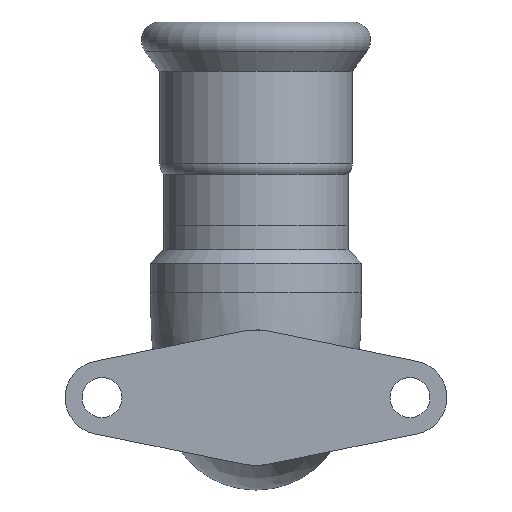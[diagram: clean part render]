
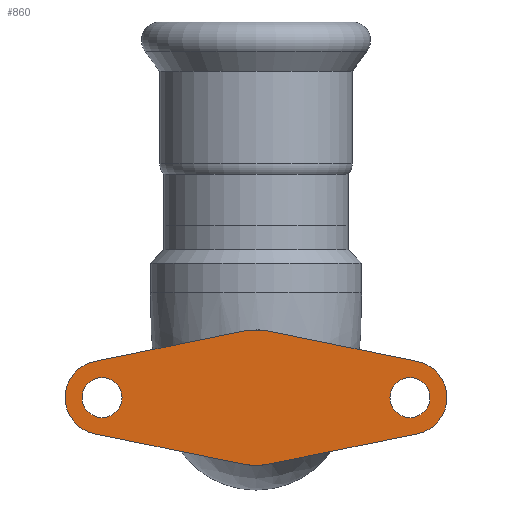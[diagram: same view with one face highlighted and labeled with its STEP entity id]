
A CAD part, left-side view. The second image highlights one B-rep face of the part: STEP entity #860.
In plain terms, the highlighted planar face has unit normal (-1, 0, 0).
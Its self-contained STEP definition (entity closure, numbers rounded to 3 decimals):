
#44=LINE($,#1941,#76);
#47=LINE($,#1947,#79);
#50=LINE($,#1956,#82);
#51=LINE($,#1958,#83);
#76=VECTOR($,#1142,24.495);
#79=VECTOR($,#1147,24.495);
#82=VECTOR($,#1158,24.495);
#83=VECTOR($,#1161,24.495);
#114=PLANE($,#955);
#161=FACE_BOUND($,#275,.T.);
#162=FACE_BOUND($,#276,.T.);
#163=FACE_BOUND($,#277,.T.);
#275=EDGE_LOOP($,(#694));
#276=EDGE_LOOP($,(#695));
#277=EDGE_LOOP($,(#696,#697,#698,#699,#700,#701,#702,#703));
#325=CIRCLE($,#900,11.);
#332=CIRCLE($,#912,11.);
#351=CIRCLE($,#942,3.25);
#353=CIRCLE($,#945,3.25);
#354=CIRCLE($,#947,6.);
#356=CIRCLE($,#952,6.);
#389=VERTEX_POINT($,#1316);
#390=VERTEX_POINT($,#1318);
#402=VERTEX_POINT($,#1395);
#403=VERTEX_POINT($,#1397);
#424=VERTEX_POINT($,#1927);
#426=VERTEX_POINT($,#1932);
#427=VERTEX_POINT($,#1935);
#428=VERTEX_POINT($,#1937);
#430=VERTEX_POINT($,#1945);
#432=VERTEX_POINT($,#1951);
#470=EDGE_CURVE($,#389,#390,#325,.T.);
#488=EDGE_CURVE($,#402,#403,#332,.T.);
#517=EDGE_CURVE($,#424,#424,#351,.T.);
#519=EDGE_CURVE($,#426,#426,#353,.T.);
#521=EDGE_CURVE($,#427,#428,#354,.T.);
#523=EDGE_CURVE($,#403,#427,#44,.T.);
#526=EDGE_CURVE($,#430,#402,#47,.T.);
#529=EDGE_CURVE($,#432,#430,#356,.T.);
#531=EDGE_CURVE($,#390,#432,#50,.T.);
#532=EDGE_CURVE($,#428,#389,#51,.T.);
#694=ORIENTED_EDGE($,*,*,#517,.T.);
#695=ORIENTED_EDGE($,*,*,#519,.T.);
#696=ORIENTED_EDGE($,*,*,#532,.F.);
#697=ORIENTED_EDGE($,*,*,#521,.F.);
#698=ORIENTED_EDGE($,*,*,#523,.F.);
#699=ORIENTED_EDGE($,*,*,#488,.F.);
#700=ORIENTED_EDGE($,*,*,#526,.F.);
#701=ORIENTED_EDGE($,*,*,#529,.F.);
#702=ORIENTED_EDGE($,*,*,#531,.F.);
#703=ORIENTED_EDGE($,*,*,#470,.F.);
#860=ADVANCED_FACE($,(#161,#162,#163),#114,.F.);
#900=AXIS2_PLACEMENT_3D($,#1319,#1032,#1033);
#912=AXIS2_PLACEMENT_3D($,#1398,#1062,#1063);
#942=AXIS2_PLACEMENT_3D($,#1928,#1126,#1127);
#945=AXIS2_PLACEMENT_3D($,#1933,#1132,#1133);
#947=AXIS2_PLACEMENT_3D($,#1938,#1137,#1138);
#952=AXIS2_PLACEMENT_3D($,#1953,#1153,#1154);
#955=AXIS2_PLACEMENT_3D($,#1959,#1162,#1163);
#1032=DIRECTION('center_axis',(1.,0.,0.));
#1033=DIRECTION('ref_axis',(0.,-0.2,-0.98));
#1062=DIRECTION('center_axis',(1.,0.,0.));
#1063=DIRECTION('ref_axis',(0.,0.2,0.98));
#1126=DIRECTION('center_axis',(1.,0.,0.));
#1127=DIRECTION('ref_axis',(0.,-1.,0.));
#1132=DIRECTION('center_axis',(1.,0.,0.));
#1133=DIRECTION('ref_axis',(0.,-1.,0.));
#1137=DIRECTION('center_axis',(1.,0.,0.));
#1138=DIRECTION('ref_axis',(0.,-0.2,0.98));
#1142=DIRECTION($,(0.,-0.98,-0.2));
#1147=DIRECTION($,(0.,-0.98,0.2));
#1153=DIRECTION('center_axis',(1.,0.,0.));
#1154=DIRECTION('ref_axis',(0.,0.2,-0.98));
#1158=DIRECTION($,(0.,0.98,0.2));
#1161=DIRECTION($,(0.,0.98,-0.2));
#1162=DIRECTION('center_axis',(1.,0.,0.));
#1163=DIRECTION('ref_axis',(0.,0.,-1.));
#1316=CARTESIAN_POINT('',(-30.,-2.2,-38.778));
#1318=CARTESIAN_POINT('',(-30.,2.2,-38.778));
#1319=CARTESIAN_POINT('Origin',(-30.,0.,-28.));
#1395=CARTESIAN_POINT('',(-30.,2.2,-17.222));
#1397=CARTESIAN_POINT('',(-30.,-2.2,-17.222));
#1398=CARTESIAN_POINT('Origin',(-30.,0.,-28.));
#1927=CARTESIAN_POINT('',(-30.,-21.75,-28.));
#1928=CARTESIAN_POINT('Origin',(-30.,-25.,-28.));
#1932=CARTESIAN_POINT('',(-30.,28.25,-28.));
#1933=CARTESIAN_POINT('Origin',(-30.,25.,-28.));
#1935=CARTESIAN_POINT('',(-30.,-26.2,-22.121));
#1937=CARTESIAN_POINT('',(-30.,-26.2,-33.879));
#1938=CARTESIAN_POINT('Origin',(-30.,-25.,-28.));
#1941=CARTESIAN_POINT($,(-30.,-2.2,-17.222));
#1945=CARTESIAN_POINT('',(-30.,26.2,-22.121));
#1947=CARTESIAN_POINT($,(-30.,26.2,-22.121));
#1951=CARTESIAN_POINT('',(-30.,26.2,-33.879));
#1953=CARTESIAN_POINT('Origin',(-30.,25.,-28.));
#1956=CARTESIAN_POINT($,(-30.,2.2,-38.778));
#1958=CARTESIAN_POINT($,(-30.,-26.2,-33.879));
#1959=CARTESIAN_POINT('Origin',(-30.,0.,-28.));
